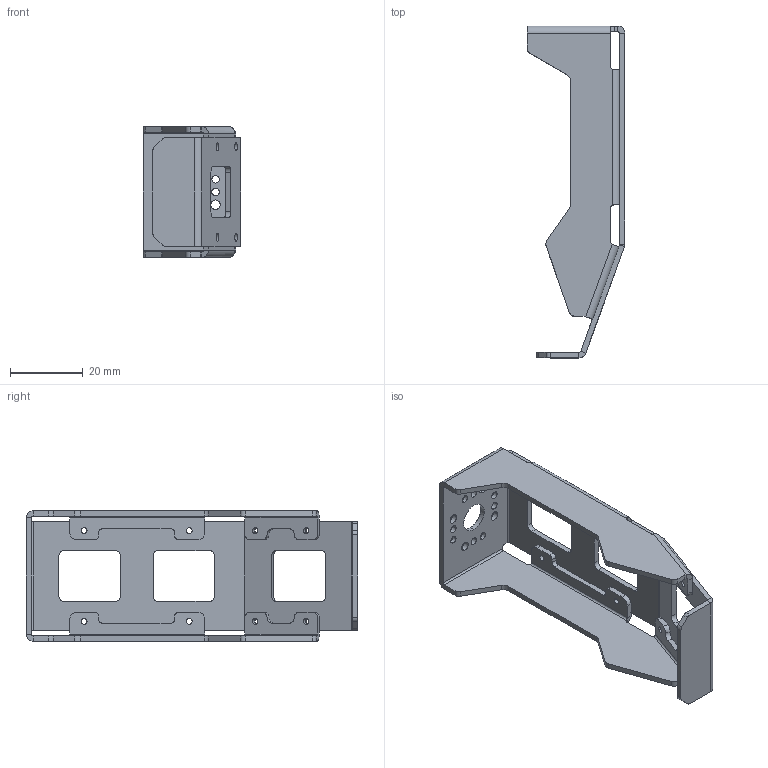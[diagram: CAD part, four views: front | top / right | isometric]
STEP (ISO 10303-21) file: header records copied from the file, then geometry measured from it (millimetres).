
FILE_DESCRIPTION(/* description */ (''),/* implementation_level */ '2;1');
FILE_NAME(/* name */ '12_FR07_E180.step',/* time_stamp */ '2011-05-25T18:12:17-04:00',/* author */ (''),/* organization */ (''),/* preprocessor_version */ 'ST-DEVELOPER v11',/* originating_system */ 'SIEMENS PLM Software NX 7.0',/* authorisation */ '');
FILE_SCHEMA (('AUTOMOTIVE_DESIGN { 1 0 10303 214 1 1 1 1 }'));
Length unit declared in the file: millimetre
Products named in the file (1): 12_FR07_E180
Bounding box: 27 x 91.51 x 36 mm (x, y, z)
Volume: 8971.2 mm3; surface area: 13571.8 mm2
Topology: 1 solids, 1 shells, 264 faces, 708 edges, 446 vertices
Faces by surface type: cylinder 134, plane 104, cone 26
Entity records: 8486 total; most frequent: CARTESIAN_POINT 1519, DIRECTION 1516, ORIENTED_EDGE 1416, EDGE_CURVE 708, AXIS2_PLACEMENT_3D 555, VERTEX_POINT 446, LINE 406, VECTOR 406
